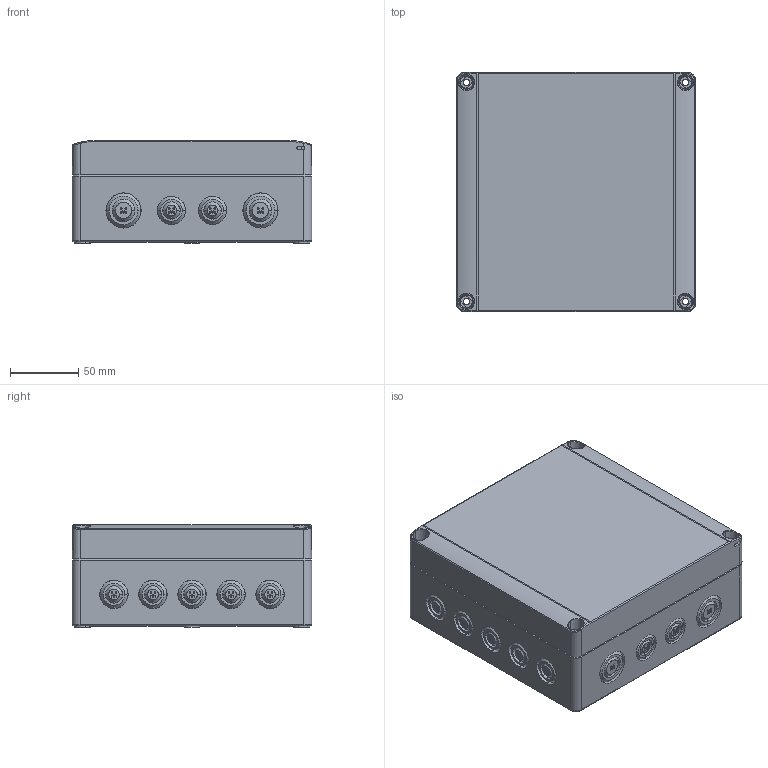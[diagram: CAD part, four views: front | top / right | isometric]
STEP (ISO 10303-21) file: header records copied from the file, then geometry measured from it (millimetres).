
FILE_DESCRIPTION((''),'2;1');
FILE_NAME('SPCM181808G_ASM','2025-04-02T12:49:36',('anderskj'),(''),'CREO PARAMETRIC BY PTC INC, 2020342','CREO PARAMETRIC BY PTC INC, 2020342','');
FILE_SCHEMA(('AUTOMOTIVE_DESIGN { 1 0 10303 214 1 1 1 1 }'));
Products named in the file (3): SPCM181805B; SPCG181803L; SPCM181808G_ASM
Assembly tree (2 placements, depth 2):
  SPCM181808G_ASM
    SPCM181805B
    SPCG181803L
Bounding box: 175 x 175 x 75 mm (x, y, z)
Volume: 369265.2 mm3; surface area: 246142.3 mm2
Topology: 2 solids, 2 shells, 3188 faces, 8157 edges, 5148 vertices
Faces by surface type: plane 1529, cylinder 510, bspline 336, extrusion 303, cone 270, torus 204, sphere 36
Entity records: 135727 total; most frequent: CARTESIAN_POINT 53765, ORIENTED_EDGE 16154, DIRECTION 13851, EDGE_CURVE 8077, VECTOR 5262, VERTEX_POINT 5072, LINE 4959, AXIS2_PLACEMENT_3D 4290
